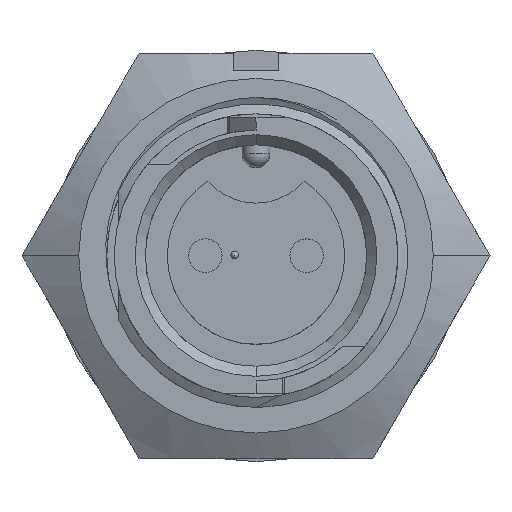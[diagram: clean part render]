
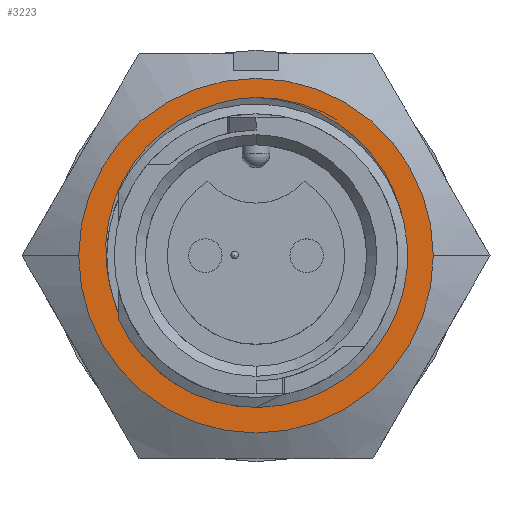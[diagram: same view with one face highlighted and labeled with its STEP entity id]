
A CAD part, top view. The second image highlights one B-rep face of the part: STEP entity #3223.
In plain terms, the highlighted planar face has unit normal (0, 0, 1).
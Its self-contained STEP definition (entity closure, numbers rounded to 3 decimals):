
#37 = CARTESIAN_POINT ( 'NONE',  ( 7.466, -0.913, -6.216 ) ) ;
#64 = DIRECTION ( 'NONE',  ( -1., 0., 0. ) ) ;
#166 = EDGE_CURVE ( 'NONE', #6536, #11276, #5183, .T. ) ;
#177 = ORIENTED_EDGE ( 'NONE', *, *, #4641, .F. ) ;
#625 = EDGE_LOOP ( 'NONE', ( #9118, #6992, #5895 ) ) ;
#742 = CARTESIAN_POINT ( 'NONE',  ( -7.517, -0.343, -6.216 ) ) ;
#797 = CARTESIAN_POINT ( 'NONE',  ( -5.156, 5.813, -6.216 ) ) ;
#882 = CARTESIAN_POINT ( 'NONE',  ( 0., 7.938, -6.216 ) ) ;
#1064 = CARTESIAN_POINT ( 'NONE',  ( 7.23, 2.457, -6.216 ) ) ;
#1302 = CARTESIAN_POINT ( 'NONE',  ( 7.334, -1.47, -6.216 ) ) ;
#1518 = CARTESIAN_POINT ( 'NONE',  ( -7.4, -1.192, -6.216 ) ) ;
#1757 = CARTESIAN_POINT ( 'NONE',  ( 5.55, 5.413, -6.216 ) ) ;
#1789 = CARTESIAN_POINT ( 'NONE',  ( -7.536, 0.794, -6.216 ) ) ;
#1807 = DIRECTION ( 'NONE',  ( -1., 0., 0. ) ) ;
#1814 = CARTESIAN_POINT ( 'NONE',  ( 6.255, 4.516, -6.216 ) ) ;
#1998 = CARTESIAN_POINT ( 'NONE',  ( 1.136, 7.824, -6.216 ) ) ;
#2104 = AXIS2_PLACEMENT_3D ( 'NONE', #2947, #5560, #64 ) ;
#2528 = CARTESIAN_POINT ( 'NONE',  ( -7.534, -0.057, -6.216 ) ) ;
#2643 = CARTESIAN_POINT ( 'NONE',  ( -7.45, -0.91, -6.216 ) ) ;
#2673 = CARTESIAN_POINT ( 'NONE',  ( 2.242, 7.558, -6.216 ) ) ;
#2857 = CARTESIAN_POINT ( 'NONE',  ( 5.145, 5.822, -6.216 ) ) ;
#2915 = PLANE ( 'NONE',  #10782 ) ;
#2947 = CARTESIAN_POINT ( 'NONE',  ( 0., 0., -6.216 ) ) ;
#3223 = ADVANCED_FACE ( 'NONE', ( #9239, #10199 ), #2915, .F. ) ;
#3500 = CARTESIAN_POINT ( 'NONE',  ( -0.572, 7.92, -6.216 ) ) ;
#3559 = CARTESIAN_POINT ( 'NONE',  ( -2.787, 7.354, -6.216 ) ) ;
#3984 = CARTESIAN_POINT ( 'NONE',  ( -7.334, -1.47, -6.216 ) ) ;
#4294 = DIRECTION ( 'NONE',  ( 0., 0., 1. ) ) ;
#4353 = CARTESIAN_POINT ( 'NONE',  ( -7.225, 2.475, -6.216 ) ) ;
#4414 = CARTESIAN_POINT ( 'NONE',  ( -6.251, 4.521, -6.216 ) ) ;
#4442 = CARTESIAN_POINT ( 'NONE',  ( -7.334, -1.47, -6.216 ) ) ;
#4473 = CARTESIAN_POINT ( 'NONE',  ( -3.795, 6.844, -6.216 ) ) ;
#4641 = EDGE_CURVE ( 'NONE', #7042, #6569, #4792, .T. ) ;
#4785 = CARTESIAN_POINT ( 'NONE',  ( 7.532, -0.351, -6.216 ) ) ;
#4792 = CIRCLE ( 'NONE', #5963, 8.89 ) ;
#4863 = AXIS2_PLACEMENT_3D ( 'NONE', #5021, #4294, #8737 ) ;
#4906 = DIRECTION ( 'NONE',  ( 0., 0., -1. ) ) ;
#5021 = CARTESIAN_POINT ( 'NONE',  ( 0., 0., -6.216 ) ) ;
#5183 = B_SPLINE_CURVE_WITH_KNOTS ( 'NONE', 3,
 ( #4442, #1518, #2643, #742, #2528, #1789, #6243, #4353, #9159, #5327, #4414, #10917, #797, #5387, #4473, #3559, #8119, #11822, #3500, #7215 ),
 .UNSPECIFIED., .F., .F.,
 ( 4, 2, 2, 2, 2, 2, 2, 2, 2, 4 ),
 ( 0., 0.001, 0.002, 0.003, 0.005, 0.007, 0.009, 0.01, 0.012, 0.014 ),
 .UNSPECIFIED. ) ;
#5213 = EDGE_LOOP ( 'NONE', ( #177, #11112 ) ) ;
#5327 = CARTESIAN_POINT ( 'NONE',  ( -6.555, 4.03, -6.216 ) ) ;
#5387 = CARTESIAN_POINT ( 'NONE',  ( -4.27, 6.536, -6.216 ) ) ;
#5560 = DIRECTION ( 'NONE',  ( 0., 0., -1. ) ) ;
#5710 = CARTESIAN_POINT ( 'NONE',  ( 6.557, 4.028, -6.216 ) ) ;
#5895 = ORIENTED_EDGE ( 'NONE', *, *, #6680, .F. ) ;
#5963 = AXIS2_PLACEMENT_3D ( 'NONE', #8627, #4906, #11412 ) ;
#6243 = CARTESIAN_POINT ( 'NONE',  ( -7.475, 1.358, -6.216 ) ) ;
#6385 = CARTESIAN_POINT ( 'NONE',  ( 7.475, 1.355, -6.216 ) ) ;
#6496 = CARTESIAN_POINT ( 'NONE',  ( 8.89, 0., -6.216 ) ) ;
#6536 = VERTEX_POINT ( 'NONE', #3984 ) ;
#6569 = VERTEX_POINT ( 'NONE', #6496 ) ;
#6621 = CARTESIAN_POINT ( 'NONE',  ( 3.795, 6.845, -6.216 ) ) ;
#6680 = EDGE_CURVE ( 'NONE', #6536, #7226, #7596, .T. ) ;
#6992 = ORIENTED_EDGE ( 'NONE', *, *, #10529, .T. ) ;
#7042 = VERTEX_POINT ( 'NONE', #9055 ) ;
#7215 = CARTESIAN_POINT ( 'NONE',  ( 0., 7.938, -6.216 ) ) ;
#7226 = VERTEX_POINT ( 'NONE', #1302 ) ;
#7418 = CARTESIAN_POINT ( 'NONE',  ( 0.57, 7.904, -6.216 ) ) ;
#7540 = CARTESIAN_POINT ( 'NONE',  ( 4.269, 6.536, -6.216 ) ) ;
#7592 = DIRECTION ( 'NONE',  ( 0., 0., -1. ) ) ;
#7596 = CIRCLE ( 'NONE', #4863, 7.48 ) ;
#8119 = CARTESIAN_POINT ( 'NONE',  ( -2.248, 7.557, -6.216 ) ) ;
#8331 = CARTESIAN_POINT ( 'NONE',  ( 7.334, -1.47, -6.216 ) ) ;
#8440 = CARTESIAN_POINT ( 'NONE',  ( -5.866, -10.16, -6.216 ) ) ;
#8627 = CARTESIAN_POINT ( 'NONE',  ( 0., 0., -6.216 ) ) ;
#8737 = DIRECTION ( 'NONE',  ( 1., 0., 0. ) ) ;
#9055 = CARTESIAN_POINT ( 'NONE',  ( -8.89, 0., -6.216 ) ) ;
#9118 = ORIENTED_EDGE ( 'NONE', *, *, #166, .T. ) ;
#9159 = CARTESIAN_POINT ( 'NONE',  ( -7.04, 3.009, -6.216 ) ) ;
#9239 = FACE_BOUND ( 'NONE', #625, .T. ) ;
#9254 = CARTESIAN_POINT ( 'NONE',  ( 0., 7.938, -6.216 ) ) ;
#9418 = CARTESIAN_POINT ( 'NONE',  ( 0.286, 7.929, -6.216 ) ) ;
#9669 = B_SPLINE_CURVE_WITH_KNOTS ( 'NONE', 3,
 ( #882, #9418, #7418, #1998, #11120, #2673, #10998, #6621, #7540, #2857, #1757, #1814, #5710, #10330, #1064, #6385, #11237, #4785, #37, #8331 ),
 .UNSPECIFIED., .F., .F.,
 ( 4, 2, 2, 2, 2, 2, 2, 2, 2, 4 ),
 ( 0., 0.001, 0.002, 0.003, 0.005, 0.007, 0.009, 0.01, 0.012, 0.014 ),
 .UNSPECIFIED. ) ;
#10199 = FACE_OUTER_BOUND ( 'NONE', #5213, .T. ) ;
#10330 = CARTESIAN_POINT ( 'NONE',  ( 7.047, 2.994, -6.216 ) ) ;
#10529 = EDGE_CURVE ( 'NONE', #11276, #7226, #9669, .T. ) ;
#10782 = AXIS2_PLACEMENT_3D ( 'NONE', #8440, #7592, #1807 ) ;
#10917 = CARTESIAN_POINT ( 'NONE',  ( -5.552, 5.41, -6.216 ) ) ;
#10998 = CARTESIAN_POINT ( 'NONE',  ( 2.774, 7.36, -6.216 ) ) ;
#11112 = ORIENTED_EDGE ( 'NONE', *, *, #11698, .F. ) ;
#11120 = CARTESIAN_POINT ( 'NONE',  ( 1.417, 7.769, -6.216 ) ) ;
#11237 = CARTESIAN_POINT ( 'NONE',  ( 7.537, 0.781, -6.216 ) ) ;
#11276 = VERTEX_POINT ( 'NONE', #9254 ) ;
#11412 = DIRECTION ( 'NONE',  ( -1., 0., 0. ) ) ;
#11617 = CIRCLE ( 'NONE', #2104, 8.89 ) ;
#11698 = EDGE_CURVE ( 'NONE', #6569, #7042, #11617, .T. ) ;
#11822 = CARTESIAN_POINT ( 'NONE',  ( -1.142, 7.839, -6.216 ) ) ;
